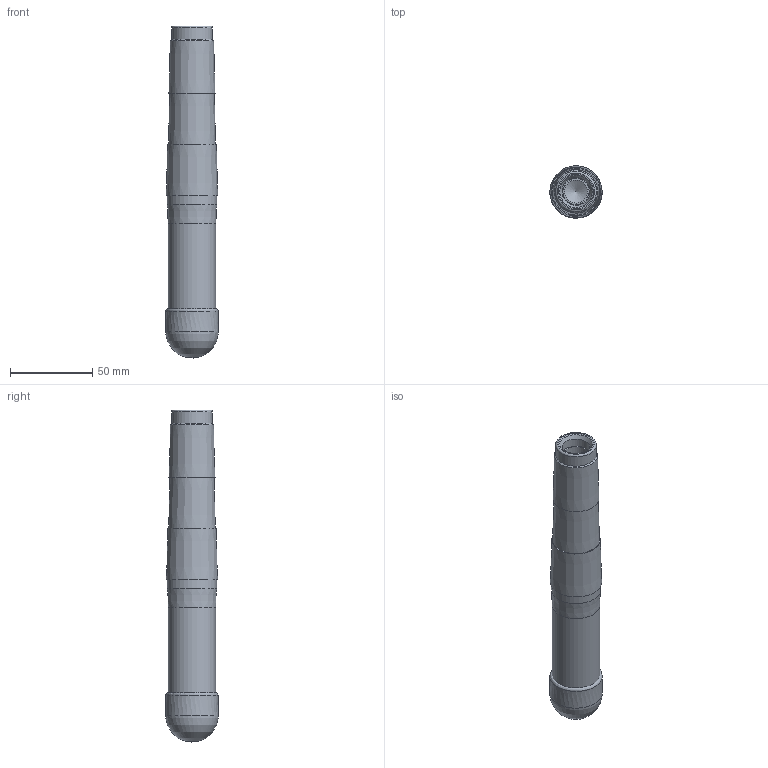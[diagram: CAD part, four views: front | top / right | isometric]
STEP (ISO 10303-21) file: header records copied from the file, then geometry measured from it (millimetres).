
FILE_DESCRIPTION(/* description */ (''),/* implementation_level */ '2;1');
FILE_NAME(/* name */ '32L2R100E04-SZP32_115009717ndi000_00-SIM.stp',/* time_stamp */ '2020-01-29T12:28:09+01:00',/* author */ (''),/* organization */ (''),/* preprocessor_version */ 'ST-DEVELOPER v16.7',/* originating_system */ 'SIEMENS PLM Software NX 12.0',/* authorisation */ '');
FILE_SCHEMA (('AUTOMOTIVE_DESIGN { 1 0 10303 214 3 1 1 1 }'));
Length unit declared in the file: millimetre
Products named in the file (1): hm150CFC4DB5usa4
Bounding box: 31.92 x 31.92 x 202.36 mm (x, y, z)
Volume: 133949.2 mm3; surface area: 25340.2 mm2
Topology: 2 solids, 2 shells, 41 faces, 89 edges, 57 vertices
Faces by surface type: cone 12, revolution 12, plane 7, cylinder 6, sphere 3, torus 1
Full cylindrical faces by diameter (mm): 14 x1, 16 x1, 17 x1, 24.9 x1, 29 x1, 30 x1
Entity records: 902 total; most frequent: DIRECTION 161, CARTESIAN_POINT 153, FACE_BOUND 80, EDGE_LOOP 80, ORIENTED_EDGE 80, AXIS2_PLACEMENT_3D 73, CIRCLE 42, ADVANCED_FACE 41
